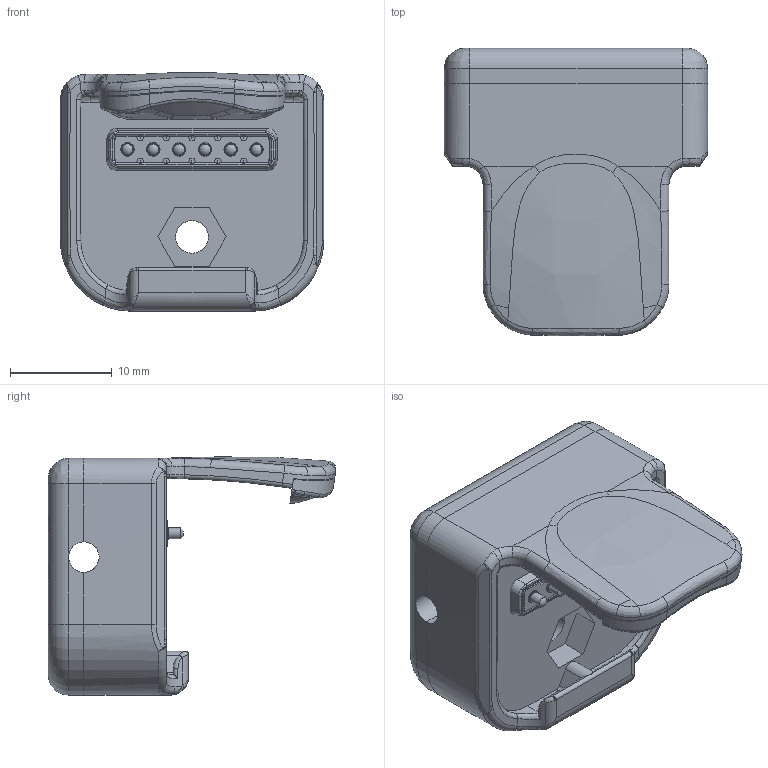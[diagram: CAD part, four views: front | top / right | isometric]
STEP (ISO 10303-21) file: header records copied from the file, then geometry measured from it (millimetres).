
FILE_DESCRIPTION(/* description */ (''),/* implementation_level */ '2;1');
FILE_NAME(/* name */ 'SensorCap v2.step',/* time_stamp */ '2021-11-11T20:54:16+01:00',/* author */ (''),/* organization */ (''),/* preprocessor_version */ 'ST-DEVELOPER v18.1',/* originating_system */ 'Autodesk Translation Framework v10.10.0.1391',/* authorisation */ '');
FILE_SCHEMA (('AUTOMOTIVE_DESIGN { 1 0 10303 214 3 1 1 }'));
Length unit declared in the file: millimetre
Products named in the file (1): SensorCap
Bounding box: 25.95 x 28.28 x 23.44 mm (x, y, z)
Volume: 5239.3 mm3; surface area: 5490.5 mm2
Topology: 9 solids, 9 shells, 574 faces, 1365 edges, 837 vertices
Faces by surface type: plane 200, cylinder 181, bspline 115, torus 41, cone 31, sphere 6
Full cylindrical faces by diameter (mm): 0.8 x6, 0.853 x6, 1.07 x12, 1.25 x6, 1.29 x6, 1.83 x6, 1.95 x6, 3.2 x2, 5.8 x1
Entity records: 21079 total; most frequent: CARTESIAN_POINT 8301, ORIENTED_EDGE 2694, DIRECTION 2594, EDGE_CURVE 1347, AXIS2_PLACEMENT_3D 1000, VERTEX_POINT 837, EDGE_LOOP 636, LINE 594
